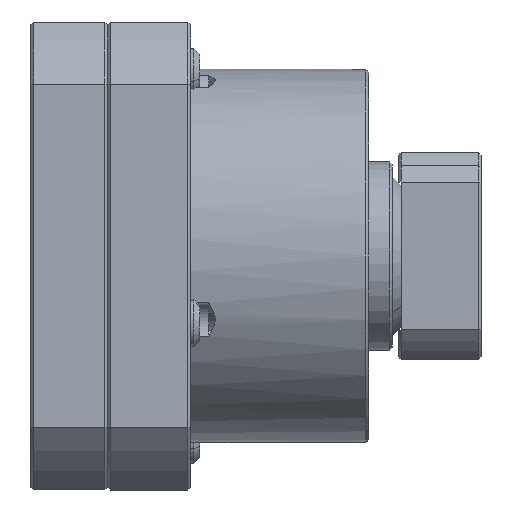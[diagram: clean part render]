
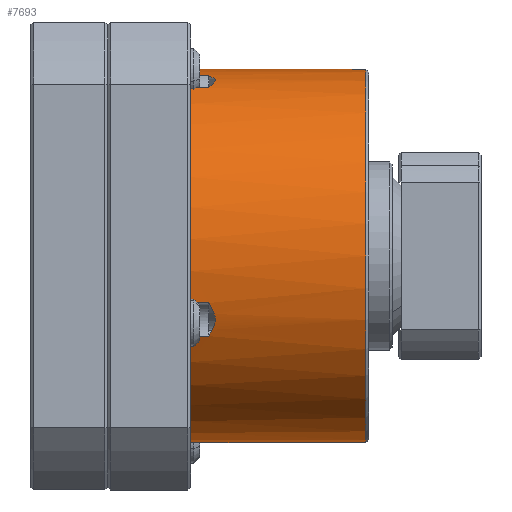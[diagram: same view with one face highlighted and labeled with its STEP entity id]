
A CAD part, front view. The second image highlights one B-rep face of the part: STEP entity #7693.
In plain terms, the highlighted cylindrical face has radius 31.5 mm (diameter 63 mm), a partial arc.
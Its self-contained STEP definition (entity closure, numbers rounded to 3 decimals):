
#10 = EDGE_CURVE ( 'NONE', #1363, #8016, #3225, .T. ) ;
#79 = ORIENTED_EDGE ( 'NONE', *, *, #637, .F. ) ;
#168 = CARTESIAN_POINT ( 'NONE',  ( 17.512, -28.844, -12.668 ) ) ;
#239 = CARTESIAN_POINT ( 'NONE',  ( 14., 0., -31.5 ) ) ;
#247 = VECTOR ( 'NONE', #8060, 1000. ) ;
#284 = CARTESIAN_POINT ( 'NONE',  ( 17.945, -9.787, 29.942 ) ) ;
#415 = AXIS2_PLACEMENT_3D ( 'NONE', #929, #630, #595 ) ;
#483 = CARTESIAN_POINT ( 'NONE',  ( 14., 0., 31.5 ) ) ;
#492 = ORIENTED_EDGE ( 'NONE', *, *, #8153, .T. ) ;
#535 = CARTESIAN_POINT ( 'NONE',  ( 14., -30.486, -7.927 ) ) ;
#595 = DIRECTION ( 'NONE',  ( 0., 0., 1. ) ) ;
#630 = DIRECTION ( 'NONE',  ( -1., 0., 0. ) ) ;
#637 = EDGE_CURVE ( 'NONE', #1363, #1081, #2575, .T. ) ;
#707 = CARTESIAN_POINT ( 'NONE',  ( -94.469, 0., 0. ) ) ;
#709 = ORIENTED_EDGE ( 'NONE', *, *, #7559, .F. ) ;
#714 = DIRECTION ( 'NONE',  ( 0., 0., 1. ) ) ;
#719 = CARTESIAN_POINT ( 'NONE',  ( 17.839, -29.128, -11.995 ) ) ;
#769 = CARTESIAN_POINT ( 'NONE',  ( 43.5, 0., 0. ) ) ;
#807 = ORIENTED_EDGE ( 'NONE', *, *, #5177, .T. ) ;
#929 = CARTESIAN_POINT ( 'NONE',  ( 14., 0., 0. ) ) ;
#978 = CARTESIAN_POINT ( 'NONE',  ( 18.143, -10.532, 29.688 ) ) ;
#1000 = VERTEX_POINT ( 'NONE', #5338 ) ;
#1059 = CARTESIAN_POINT ( 'NONE',  ( 8.5, -28.449, -13.524 ) ) ;
#1081 = VERTEX_POINT ( 'NONE', #239 ) ;
#1175 = CARTESIAN_POINT ( 'NONE',  ( 17., -28.449, -13.524 ) ) ;
#1218 = EDGE_CURVE ( 'NONE', #3332, #8067, #7242, .T. ) ;
#1269 = CARTESIAN_POINT ( 'NONE',  ( 17.939, -29.221, -11.766 ) ) ;
#1342 = DIRECTION ( 'NONE',  ( 1., 0., 0. ) ) ;
#1356 = CARTESIAN_POINT ( 'NONE',  ( 18.053, -29.363, -11.406 ) ) ;
#1363 = VERTEX_POINT ( 'NONE', #2294 ) ;
#1386 = CARTESIAN_POINT ( 'NONE',  ( 18.085, -29.41, -11.283 ) ) ;
#1392 = DIRECTION ( 'NONE',  ( -1., 0., 0. ) ) ;
#1461 = DIRECTION ( 'NONE',  ( -1., 0., 0. ) ) ;
#1508 = LINE ( 'NONE', #4409, #6362 ) ;
#1519 = DIRECTION ( 'NONE',  ( -1., 0., 0. ) ) ;
#1531 = CARTESIAN_POINT ( 'NONE',  ( 43.5, 0., 31.5 ) ) ;
#1536 = LINE ( 'NONE', #1059, #5024 ) ;
#1608 = CARTESIAN_POINT ( 'NONE',  ( 18.129, -29.504, -11.034 ) ) ;
#1637 = CARTESIAN_POINT ( 'NONE',  ( 17., -7.927, 30.486 ) ) ;
#1651 = CIRCLE ( 'NONE', #415, 31.5 ) ;
#1674 = CARTESIAN_POINT ( 'NONE',  ( 18.129, -11.034, 29.504 ) ) ;
#1698 = VERTEX_POINT ( 'NONE', #483 ) ;
#1865 = CARTESIAN_POINT ( 'NONE',  ( -94.469, 0., -31.5 ) ) ;
#1965 = CARTESIAN_POINT ( 'NONE',  ( 18.141, -29.551, -10.909 ) ) ;
#2009 = ORIENTED_EDGE ( 'NONE', *, *, #10, .T. ) ;
#2031 = CARTESIAN_POINT ( 'NONE',  ( 18.095, -29.778, -10.276 ) ) ;
#2034 = EDGE_CURVE ( 'NONE', #7305, #5637, #6745, .T. ) ;
#2059 = CARTESIAN_POINT ( 'NONE',  ( 17.945, -29.942, -9.787 ) ) ;
#2063 = VECTOR ( 'NONE', #1342, 1000. ) ;
#2087 = CARTESIAN_POINT ( 'NONE',  ( 18.143, -29.688, -10.532 ) ) ;
#2147 = CARTESIAN_POINT ( 'NONE',  ( 17.845, -30.019, -9.548 ) ) ;
#2233 = CARTESIAN_POINT ( 'NONE',  ( 17., -30.486, -7.927 ) ) ;
#2294 = CARTESIAN_POINT ( 'NONE',  ( 43.5, 0., -31.5 ) ) ;
#2352 = CARTESIAN_POINT ( 'NONE',  ( 17.261, -8.385, 30.367 ) ) ;
#2384 = CARTESIAN_POINT ( 'NONE',  ( 18.053, -11.406, 29.363 ) ) ;
#2477 = EDGE_LOOP ( 'NONE', ( #79, #2009, #5413, #5777, #807, #4575, #3055, #3459, #6671, #3863, #492, #709 ) ) ;
#2546 = B_SPLINE_CURVE_WITH_KNOTS ( 'NONE', 3,
 ( #1637, #2352, #7834, #4299, #284, #4934, #978, #5531, #1674, #6104, #2384, #6685, #3035, #7281, #3692, #7857 ),
 .UNSPECIFIED., .F., .F.,
 ( 4, 2, 2, 2, 2, 2, 2, 4 ),
 ( 0., 0.002, 0.002, 0.003, 0.004, 0.004, 0.005, 0.006 ),
 .UNSPECIFIED. ) ;
#2575 = LINE ( 'NONE', #1865, #6055 ) ;
#2788 = DIRECTION ( 'NONE',  ( 0., 0., 1. ) ) ;
#3035 = CARTESIAN_POINT ( 'NONE',  ( 17.839, -11.995, 29.128 ) ) ;
#3055 = ORIENTED_EDGE ( 'NONE', *, *, #1218, .T. ) ;
#3225 = CIRCLE ( 'NONE', #4428, 31.5 ) ;
#3240 = DIRECTION ( 'NONE',  ( -1., 0., 0. ) ) ;
#3279 = AXIS2_PLACEMENT_3D ( 'NONE', #6878, #3240, #7468 ) ;
#3332 = VERTEX_POINT ( 'NONE', #7829 ) ;
#3391 = CARTESIAN_POINT ( 'NONE',  ( 17.261, -30.367, -8.385 ) ) ;
#3415 = DIRECTION ( 'NONE',  ( -1., 0., 0. ) ) ;
#3459 = ORIENTED_EDGE ( 'NONE', *, *, #3789, .F. ) ;
#3692 = CARTESIAN_POINT ( 'NONE',  ( 17.259, -13.1, 28.651 ) ) ;
#3733 = EDGE_CURVE ( 'NONE', #7568, #7305, #3839, .T. ) ;
#3781 = DIRECTION ( 'NONE',  ( -1., 0., 0. ) ) ;
#3789 = EDGE_CURVE ( 'NONE', #7568, #8067, #1651, .T. ) ;
#3833 = CARTESIAN_POINT ( 'NONE',  ( 8.5, -13.524, 28.449 ) ) ;
#3839 = LINE ( 'NONE', #7241, #247 ) ;
#3863 = ORIENTED_EDGE ( 'NONE', *, *, #2034, .T. ) ;
#4071 = VECTOR ( 'NONE', #3781, 1000. ) ;
#4299 = CARTESIAN_POINT ( 'NONE',  ( 17.845, -9.548, 30.019 ) ) ;
#4342 = CIRCLE ( 'NONE', #3279, 31.5 ) ;
#4386 = CARTESIAN_POINT ( 'NONE',  ( 17., -30.486, -7.927 ) ) ;
#4409 = CARTESIAN_POINT ( 'NONE',  ( -94.469, 0., 31.5 ) ) ;
#4428 = AXIS2_PLACEMENT_3D ( 'NONE', #769, #1519, #714 ) ;
#4575 = ORIENTED_EDGE ( 'NONE', *, *, #4659, .T. ) ;
#4642 = CARTESIAN_POINT ( 'NONE',  ( 8.5, -7.927, 30.486 ) ) ;
#4659 = EDGE_CURVE ( 'NONE', #1000, #3332, #2546, .T. ) ;
#4934 = CARTESIAN_POINT ( 'NONE',  ( 18.095, -10.276, 29.778 ) ) ;
#4978 = EDGE_CURVE ( 'NONE', #8016, #1698, #1508, .T. ) ;
#5002 = DIRECTION ( 'NONE',  ( -1., 0., 0. ) ) ;
#5024 = VECTOR ( 'NONE', #5002, 1000. ) ;
#5177 = EDGE_CURVE ( 'NONE', #6847, #1000, #5286, .T. ) ;
#5268 = CARTESIAN_POINT ( 'NONE',  ( 17.515, -30.238, -8.842 ) ) ;
#5286 = LINE ( 'NONE', #4642, #2063 ) ;
#5338 = CARTESIAN_POINT ( 'NONE',  ( 17., -7.927, 30.486 ) ) ;
#5413 = ORIENTED_EDGE ( 'NONE', *, *, #4978, .T. ) ;
#5531 = CARTESIAN_POINT ( 'NONE',  ( 18.141, -10.909, 29.551 ) ) ;
#5628 = CARTESIAN_POINT ( 'NONE',  ( 14., -7.927, 30.486 ) ) ;
#5637 = VERTEX_POINT ( 'NONE', #1175 ) ;
#5777 = ORIENTED_EDGE ( 'NONE', *, *, #7023, .F. ) ;
#6055 = VECTOR ( 'NONE', #1392, 1000. ) ;
#6104 = CARTESIAN_POINT ( 'NONE',  ( 18.085, -11.283, 29.41 ) ) ;
#6362 = VECTOR ( 'NONE', #7940, 1000. ) ;
#6668 = VERTEX_POINT ( 'NONE', #6779 ) ;
#6671 = ORIENTED_EDGE ( 'NONE', *, *, #3733, .T. ) ;
#6685 = CARTESIAN_POINT ( 'NONE',  ( 17.939, -11.766, 29.221 ) ) ;
#6745 = B_SPLINE_CURVE_WITH_KNOTS ( 'NONE', 3,
 ( #2233, #3391, #5268, #2147, #2059, #2031, #2087, #1965, #1608, #1386, #1356, #1269, #719, #168, #8087, #7783 ),
 .UNSPECIFIED., .F., .F.,
 ( 4, 2, 2, 2, 2, 2, 2, 4 ),
 ( 0., 0.002, 0.002, 0.003, 0.004, 0.004, 0.005, 0.006 ),
 .UNSPECIFIED. ) ;
#6779 = CARTESIAN_POINT ( 'NONE',  ( 14., -28.449, -13.524 ) ) ;
#6847 = VERTEX_POINT ( 'NONE', #5628 ) ;
#6878 = CARTESIAN_POINT ( 'NONE',  ( 14., 0., 0. ) ) ;
#7023 = EDGE_CURVE ( 'NONE', #6847, #1698, #7259, .T. ) ;
#7044 = CARTESIAN_POINT ( 'NONE',  ( 14., 0., 0. ) ) ;
#7218 = CARTESIAN_POINT ( 'NONE',  ( 14., -13.524, 28.449 ) ) ;
#7241 = CARTESIAN_POINT ( 'NONE',  ( 8.5, -30.486, -7.927 ) ) ;
#7242 = LINE ( 'NONE', #3833, #4071 ) ;
#7259 = CIRCLE ( 'NONE', #7362, 31.5 ) ;
#7281 = CARTESIAN_POINT ( 'NONE',  ( 17.512, -12.668, 28.844 ) ) ;
#7305 = VERTEX_POINT ( 'NONE', #4386 ) ;
#7362 = AXIS2_PLACEMENT_3D ( 'NONE', #7044, #3415, #7622 ) ;
#7468 = DIRECTION ( 'NONE',  ( 0., 0., 1. ) ) ;
#7559 = EDGE_CURVE ( 'NONE', #1081, #6668, #4342, .T. ) ;
#7568 = VERTEX_POINT ( 'NONE', #535 ) ;
#7622 = DIRECTION ( 'NONE',  ( 0., 0., 1. ) ) ;
#7693 = ADVANCED_FACE ( 'NONE', ( #8147 ), #7949, .T. ) ;
#7783 = CARTESIAN_POINT ( 'NONE',  ( 17., -28.449, -13.524 ) ) ;
#7829 = CARTESIAN_POINT ( 'NONE',  ( 17., -13.524, 28.449 ) ) ;
#7834 = CARTESIAN_POINT ( 'NONE',  ( 17.515, -8.842, 30.238 ) ) ;
#7857 = CARTESIAN_POINT ( 'NONE',  ( 17., -13.524, 28.449 ) ) ;
#7940 = DIRECTION ( 'NONE',  ( -1., 0., 0. ) ) ;
#7949 = CYLINDRICAL_SURFACE ( 'NONE', #8112, 31.5 ) ;
#8016 = VERTEX_POINT ( 'NONE', #1531 ) ;
#8060 = DIRECTION ( 'NONE',  ( 1., 0., 0. ) ) ;
#8067 = VERTEX_POINT ( 'NONE', #7218 ) ;
#8087 = CARTESIAN_POINT ( 'NONE',  ( 17.259, -28.651, -13.1 ) ) ;
#8112 = AXIS2_PLACEMENT_3D ( 'NONE', #707, #1461, #2788 ) ;
#8147 = FACE_OUTER_BOUND ( 'NONE', #2477, .T. ) ;
#8153 = EDGE_CURVE ( 'NONE', #5637, #6668, #1536, .T. ) ;
